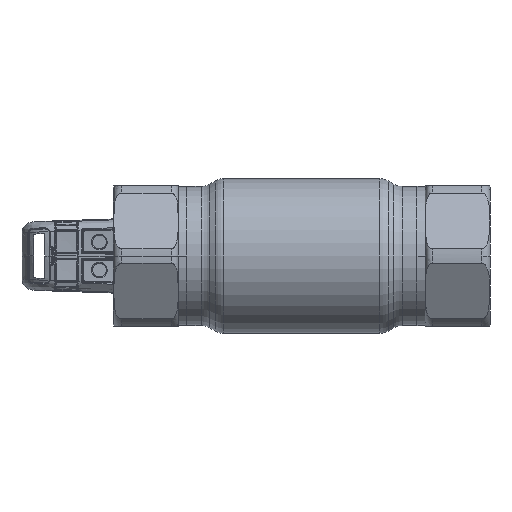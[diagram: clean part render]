
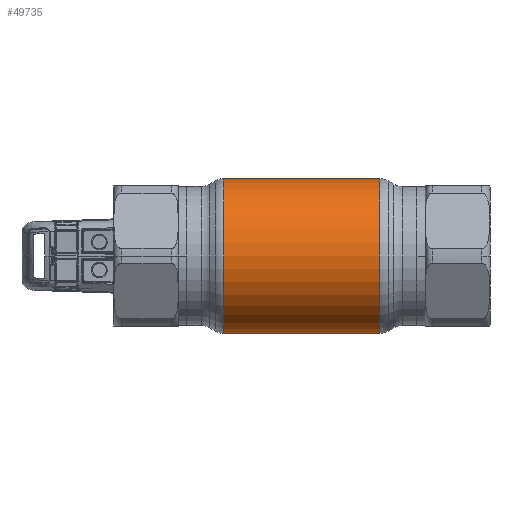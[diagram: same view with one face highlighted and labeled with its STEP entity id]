
A CAD part, front view. The second image highlights one B-rep face of the part: STEP entity #49735.
In plain terms, the highlighted cylindrical face has radius 27.5 mm (diameter 55 mm), a partial arc.
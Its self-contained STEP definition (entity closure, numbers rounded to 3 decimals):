
#793 = AXIS2_PLACEMENT_3D ( 'NONE', #6861, #20811, #44397 ) ;
#2047 = DIRECTION ( 'NONE',  ( 0., 0., 1. ) ) ;
#6780 = DIRECTION ( 'NONE',  ( -1., 0., 0. ) ) ;
#6861 = CARTESIAN_POINT ( 'NONE',  ( 27.785, 0., 0. ) ) ;
#6983 = CARTESIAN_POINT ( 'NONE',  ( 27.785, 0., 27.5 ) ) ;
#7932 = ORIENTED_EDGE ( 'NONE', *, *, #43826, .F. ) ;
#8858 = LINE ( 'NONE', #39288, #44806 ) ;
#9781 = DIRECTION ( 'NONE',  ( 0., 0., 1. ) ) ;
#10620 = CARTESIAN_POINT ( 'NONE',  ( -27.785, 0., 27.5 ) ) ;
#12145 = CARTESIAN_POINT ( 'NONE',  ( -27.785, 0., -27.5 ) ) ;
#14237 = CARTESIAN_POINT ( 'NONE',  ( 27.785, 0., -27.5 ) ) ;
#16160 = CYLINDRICAL_SURFACE ( 'NONE', #57385, 27.5 ) ;
#19629 = DIRECTION ( 'NONE',  ( -1., 0., 0. ) ) ;
#20652 = VECTOR ( 'NONE', #38742, 1000. ) ;
#20811 = DIRECTION ( 'NONE',  ( -1., 0., 0. ) ) ;
#20888 = DIRECTION ( 'NONE',  ( -1., 0., 0. ) ) ;
#21819 = EDGE_CURVE ( 'NONE', #30044, #39372, #55585, .T. ) ;
#25137 = ORIENTED_EDGE ( 'NONE', *, *, #36937, .T. ) ;
#26013 = EDGE_CURVE ( 'NONE', #28524, #39372, #8858, .T. ) ;
#26349 = AXIS2_PLACEMENT_3D ( 'NONE', #49234, #6780, #2047 ) ;
#28524 = VERTEX_POINT ( 'NONE', #6983 ) ;
#30044 = VERTEX_POINT ( 'NONE', #12145 ) ;
#33929 = CARTESIAN_POINT ( 'NONE',  ( -62.69, 0., 0. ) ) ;
#34623 = CARTESIAN_POINT ( 'NONE',  ( -62.69, 0., -27.5 ) ) ;
#36937 = EDGE_CURVE ( 'NONE', #47972, #28524, #42331, .T. ) ;
#37402 = ORIENTED_EDGE ( 'NONE', *, *, #26013, .T. ) ;
#37489 = FACE_OUTER_BOUND ( 'NONE', #42644, .T. ) ;
#38742 = DIRECTION ( 'NONE',  ( -1., 0., 0. ) ) ;
#39288 = CARTESIAN_POINT ( 'NONE',  ( -62.69, 0., 27.5 ) ) ;
#39372 = VERTEX_POINT ( 'NONE', #10620 ) ;
#42331 = CIRCLE ( 'NONE', #793, 27.5 ) ;
#42644 = EDGE_LOOP ( 'NONE', ( #7932, #25137, #37402, #60015 ) ) ;
#43826 = EDGE_CURVE ( 'NONE', #47972, #30044, #59562, .T. ) ;
#44397 = DIRECTION ( 'NONE',  ( 0., 0., 1. ) ) ;
#44806 = VECTOR ( 'NONE', #20888, 1000. ) ;
#47972 = VERTEX_POINT ( 'NONE', #14237 ) ;
#49234 = CARTESIAN_POINT ( 'NONE',  ( -27.785, 0., 0. ) ) ;
#49735 = ADVANCED_FACE ( 'NONE', ( #37489 ), #16160, .T. ) ;
#55585 = CIRCLE ( 'NONE', #26349, 27.5 ) ;
#57385 = AXIS2_PLACEMENT_3D ( 'NONE', #33929, #19629, #9781 ) ;
#59562 = LINE ( 'NONE', #34623, #20652 ) ;
#60015 = ORIENTED_EDGE ( 'NONE', *, *, #21819, .F. ) ;
